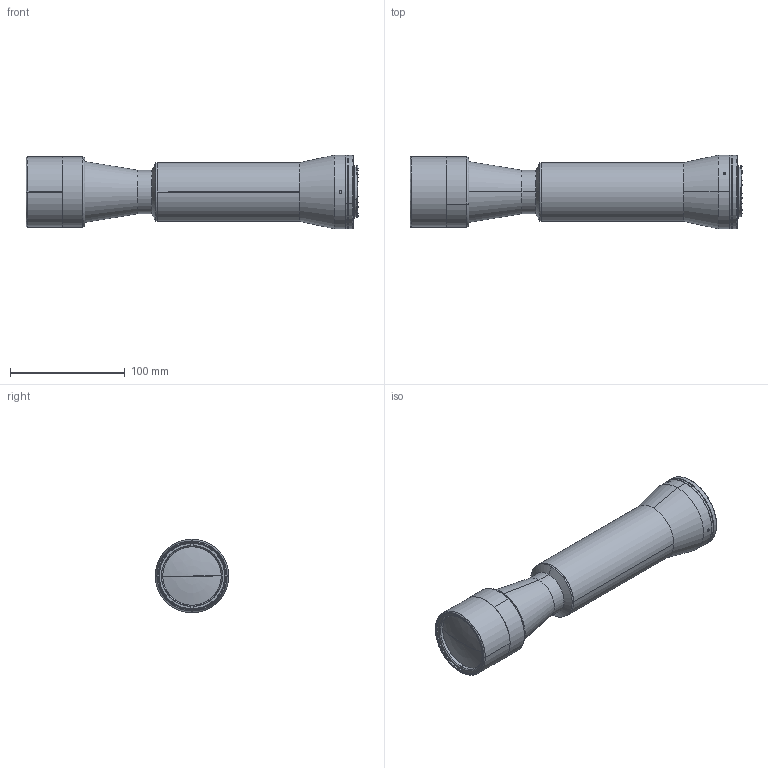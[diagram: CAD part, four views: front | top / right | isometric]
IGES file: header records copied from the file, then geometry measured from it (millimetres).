
Start section: SolidWorks IGES file using analytic representation for surfaces
Global section: file name: TC12MHR036.igs; native system: SolidWorks 2017; preprocessor: SolidWorks 2017; author: ccharly; date: 180928.095535; units: millimetre
Bounding box: 289.07 x 64 x 64 mm (x, y, z)
Surface area: 69045.2 mm2 (no closed solid volume)
Topology: 0 solids, 0 shells, 97 faces, 2072 edges, 2071 vertices
Faces by surface type: revolution 71, bspline 26
